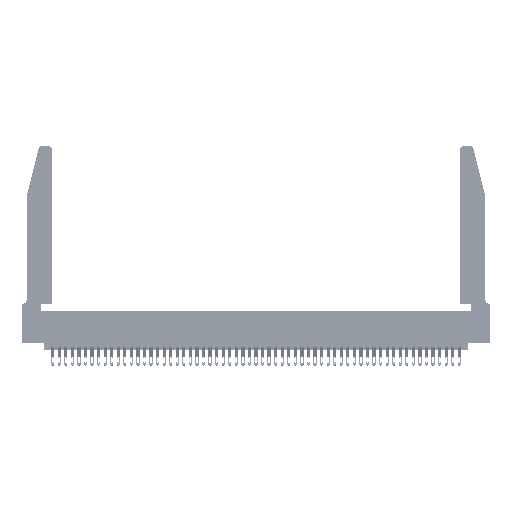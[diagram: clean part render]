
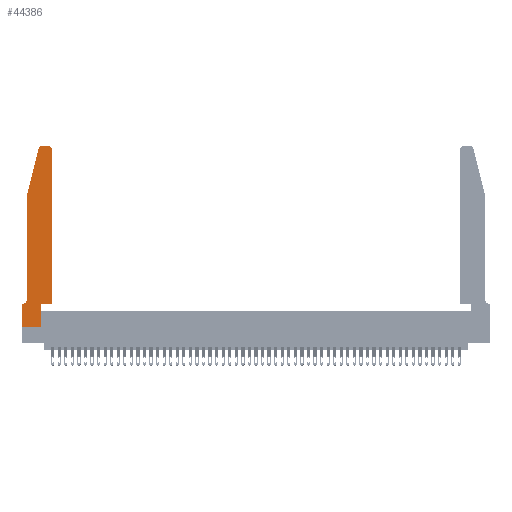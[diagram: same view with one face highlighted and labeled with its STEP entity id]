
A CAD part, top view. The second image highlights one B-rep face of the part: STEP entity #44386.
In plain terms, the highlighted planar face has unit normal (0, 0, 1).
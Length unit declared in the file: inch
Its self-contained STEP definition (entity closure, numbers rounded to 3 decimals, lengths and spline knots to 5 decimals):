
#59 = CARTESIAN_POINT ( 'NONE',  ( 0., 0., 0.37 ) ) ;
#1960 = DIRECTION ( 'NONE',  ( 0., -1., 0. ) ) ;
#2713 = CARTESIAN_POINT ( 'NONE',  ( 0.284, 2.72, 0.37 ) ) ;
#3471 = ORIENTED_EDGE ( 'NONE', *, *, #6720, .T. ) ;
#3517 = CARTESIAN_POINT ( 'NONE',  ( 0., 0.35, 0.37 ) ) ;
#4070 = EDGE_CURVE ( 'NONE', #25548, #14938, #6432, .T. ) ;
#4559 = CARTESIAN_POINT ( 'NONE',  ( 0.0755, 2., 0.37 ) ) ;
#4672 = EDGE_CURVE ( 'NONE', #17505, #26776, #35815, .T. ) ;
#4877 = CARTESIAN_POINT ( 'NONE',  ( 0.0055, 0.42, 0.37 ) ) ;
#5280 = LINE ( 'NONE', #59, #25446 ) ;
#5482 = DIRECTION ( 'NONE',  ( 1., 0., 0. ) ) ;
#6432 = LINE ( 'NONE', #13899, #26566 ) ;
#6720 = EDGE_CURVE ( 'NONE', #50925, #17505, #46727, .T. ) ;
#6797 = DIRECTION ( 'NONE',  ( 1., 0., 0. ) ) ;
#6798 = DIRECTION ( 'NONE',  ( 0., 1., 0. ) ) ;
#6941 = ORIENTED_EDGE ( 'NONE', *, *, #14389, .T. ) ;
#8004 = LINE ( 'NONE', #23022, #38662 ) ;
#8528 = CARTESIAN_POINT ( 'NONE',  ( 0.0055, 0.35, 0.37 ) ) ;
#8542 = CIRCLE ( 'NONE', #17771, 0.03 ) ;
#8938 = ORIENTED_EDGE ( 'NONE', *, *, #4070, .T. ) ;
#8941 = DIRECTION ( 'NONE',  ( -1., 0., 0. ) ) ;
#9037 = ORIENTED_EDGE ( 'NONE', *, *, #42499, .T. ) ;
#9280 = ORIENTED_EDGE ( 'NONE', *, *, #4672, .T. ) ;
#9381 = CARTESIAN_POINT ( 'NONE',  ( 0.4505, 0.35, 0.37 ) ) ;
#9766 = ORIENTED_EDGE ( 'NONE', *, *, #49205, .T. ) ;
#11760 = EDGE_CURVE ( 'NONE', #15708, #43873, #34017, .T. ) ;
#12447 = ORIENTED_EDGE ( 'NONE', *, *, #51561, .T. ) ;
#12864 = ORIENTED_EDGE ( 'NONE', *, *, #50276, .T. ) ;
#13899 = CARTESIAN_POINT ( 'NONE',  ( 0.0755, 2., 0.37 ) ) ;
#14389 = EDGE_CURVE ( 'NONE', #19410, #44589, #26896, .T. ) ;
#14938 = VERTEX_POINT ( 'NONE', #4559 ) ;
#15072 = VECTOR ( 'NONE', #6798, 39.37008 ) ;
#15150 = CARTESIAN_POINT ( 'NONE',  ( 0.2865, 0.35, 0.37 ) ) ;
#15708 = VERTEX_POINT ( 'NONE', #16055 ) ;
#15892 = CARTESIAN_POINT ( 'NONE',  ( 0.284, 2.75, 0.37 ) ) ;
#16055 = CARTESIAN_POINT ( 'NONE',  ( 0.4205, 2.75, 0.37 ) ) ;
#16237 = VECTOR ( 'NONE', #28294, 39.37008 ) ;
#16290 = EDGE_CURVE ( 'NONE', #26776, #33246, #5280, .T. ) ;
#16409 = VERTEX_POINT ( 'NONE', #20886 ) ;
#16826 = DIRECTION ( 'NONE',  ( 0., 0., 1. ) ) ;
#17049 = EDGE_CURVE ( 'NONE', #16409, #15708, #46559, .T. ) ;
#17505 = VERTEX_POINT ( 'NONE', #3517 ) ;
#17771 = AXIS2_PLACEMENT_3D ( 'NONE', #2713, #30887, #6797 ) ;
#18060 = DIRECTION ( 'NONE',  ( 0., 1., 0. ) ) ;
#18515 = FACE_OUTER_BOUND ( 'NONE', #19967, .T. ) ;
#18724 = CARTESIAN_POINT ( 'NONE',  ( 0.0755, 0.42, 0.37 ) ) ;
#19410 = VERTEX_POINT ( 'NONE', #15150 ) ;
#19967 = EDGE_LOOP ( 'NONE', ( #41420, #9037, #8938, #12447, #12864, #3471, #9280, #33112, #9766, #6941, #30385, #30836 ) ) ;
#20702 = CARTESIAN_POINT ( 'NONE',  ( 0.4505, 0.35, 0.37 ) ) ;
#20886 = CARTESIAN_POINT ( 'NONE',  ( 0.4505, 2.72, 0.37 ) ) ;
#22722 = VECTOR ( 'NONE', #18060, 39.37008 ) ;
#22985 = CARTESIAN_POINT ( 'NONE',  ( 0.2605, 2.75, 0.37 ) ) ;
#23022 = CARTESIAN_POINT ( 'NONE',  ( 0.0755, 2., 0.37 ) ) ;
#23411 = VECTOR ( 'NONE', #46774, 39.37008 ) ;
#23507 = DIRECTION ( 'NONE',  ( 1., 0., 0. ) ) ;
#24254 = CARTESIAN_POINT ( 'NONE',  ( 0.0755, 0.35, 0.37 ) ) ;
#25446 = VECTOR ( 'NONE', #28262, 39.37008 ) ;
#25548 = VERTEX_POINT ( 'NONE', #38503 ) ;
#25723 = LINE ( 'NONE', #42623, #15072 ) ;
#26566 = VECTOR ( 'NONE', #45747, 39.37008 ) ;
#26776 = VERTEX_POINT ( 'NONE', #30601 ) ;
#26896 = LINE ( 'NONE', #9381, #36212 ) ;
#28262 = DIRECTION ( 'NONE',  ( 1., 0., 0. ) ) ;
#28294 = DIRECTION ( 'NONE',  ( -1., 0., 0. ) ) ;
#30385 = ORIENTED_EDGE ( 'NONE', *, *, #37909, .T. ) ;
#30601 = CARTESIAN_POINT ( 'NONE',  ( 0., 0., 0.37 ) ) ;
#30836 = ORIENTED_EDGE ( 'NONE', *, *, #17049, .T. ) ;
#30887 = DIRECTION ( 'NONE',  ( 0., 0., 1. ) ) ;
#32993 = DIRECTION ( 'NONE',  ( 0., 0., -1. ) ) ;
#33112 = ORIENTED_EDGE ( 'NONE', *, *, #16290, .T. ) ;
#33246 = VERTEX_POINT ( 'NONE', #50945 ) ;
#34017 = LINE ( 'NONE', #22985, #23411 ) ;
#34557 = VECTOR ( 'NONE', #1960, 39.37008 ) ;
#35361 = CARTESIAN_POINT ( 'NONE',  ( 0., 0.35, 0.37 ) ) ;
#35815 = LINE ( 'NONE', #49869, #34557 ) ;
#36212 = VECTOR ( 'NONE', #5482, 39.37008 ) ;
#37558 = CIRCLE ( 'NONE', #41305, 0.07 ) ;
#37909 = EDGE_CURVE ( 'NONE', #44589, #16409, #25723, .T. ) ;
#38503 = CARTESIAN_POINT ( 'NONE',  ( 0.25487, 2.72718, 0.37 ) ) ;
#38586 = VERTEX_POINT ( 'NONE', #18724 ) ;
#38662 = VECTOR ( 'NONE', #38855, 39.37008 ) ;
#38855 = DIRECTION ( 'NONE',  ( 0., -1., 0. ) ) ;
#40646 = CARTESIAN_POINT ( 'NONE',  ( 0.4205, 2.72, 0.37 ) ) ;
#41305 = AXIS2_PLACEMENT_3D ( 'NONE', #4877, #32993, #8941 ) ;
#41420 = ORIENTED_EDGE ( 'NONE', *, *, #11760, .T. ) ;
#42499 = EDGE_CURVE ( 'NONE', #43873, #25548, #8542, .T. ) ;
#42623 = CARTESIAN_POINT ( 'NONE',  ( 0.4505, 0.35, 0.37 ) ) ;
#43305 = PLANE ( 'NONE',  #50139 ) ;
#43873 = VERTEX_POINT ( 'NONE', #15892 ) ;
#43874 = LINE ( 'NONE', #49871, #22722 ) ;
#44386 = ADVANCED_FACE ( 'NONE', ( #18515 ), #43305, .T. ) ;
#44589 = VERTEX_POINT ( 'NONE', #20702 ) ;
#44625 = DIRECTION ( 'NONE',  ( 1., 0., 0. ) ) ;
#45747 = DIRECTION ( 'NONE',  ( -0.239, -0.971, 0. ) ) ;
#45991 = AXIS2_PLACEMENT_3D ( 'NONE', #40646, #16826, #44625 ) ;
#46559 = CIRCLE ( 'NONE', #45991, 0.03 ) ;
#46727 = LINE ( 'NONE', #24254, #16237 ) ;
#46774 = DIRECTION ( 'NONE',  ( -1., 0., 0. ) ) ;
#47297 = DIRECTION ( 'NONE',  ( 0., 0., 1. ) ) ;
#49205 = EDGE_CURVE ( 'NONE', #33246, #19410, #43874, .T. ) ;
#49869 = CARTESIAN_POINT ( 'NONE',  ( 0., 0., 0.37 ) ) ;
#49871 = CARTESIAN_POINT ( 'NONE',  ( 0.2865, 0.35, 0.37 ) ) ;
#50139 = AXIS2_PLACEMENT_3D ( 'NONE', #35361, #47297, #23507 ) ;
#50276 = EDGE_CURVE ( 'NONE', #38586, #50925, #37558, .T. ) ;
#50925 = VERTEX_POINT ( 'NONE', #8528 ) ;
#50945 = CARTESIAN_POINT ( 'NONE',  ( 0.2865, 0., 0.37 ) ) ;
#51561 = EDGE_CURVE ( 'NONE', #14938, #38586, #8004, .T. ) ;
